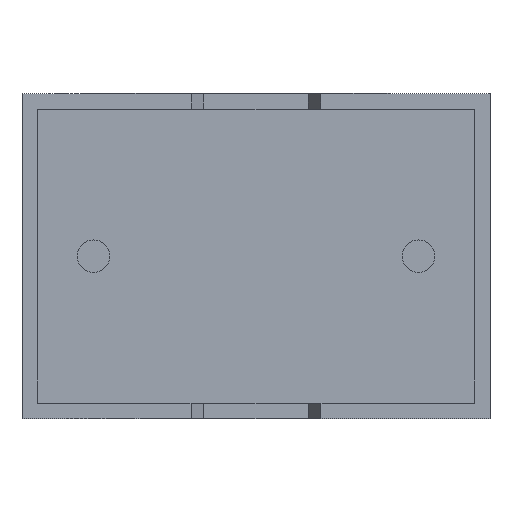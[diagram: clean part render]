
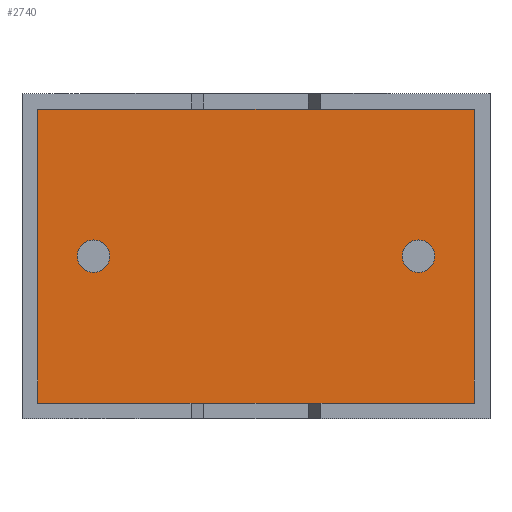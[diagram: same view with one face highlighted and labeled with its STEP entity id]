
A CAD part, front view. The second image highlights one B-rep face of the part: STEP entity #2740.
In plain terms, the highlighted planar face has unit normal (0, -1, 0).
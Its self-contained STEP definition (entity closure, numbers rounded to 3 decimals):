
#32 = CIRCLE ( 'NONE', #376, 0.25 ) ;
#63 = AXIS2_PLACEMENT_3D ( 'NONE', #743, #528, #482 ) ;
#109 = ORIENTED_EDGE ( 'NONE', *, *, #961, .T. ) ;
#132 = ORIENTED_EDGE ( 'NONE', *, *, #438, .T. ) ;
#152 = FACE_BOUND ( 'NONE', #3003, .T. ) ;
#166 = VECTOR ( 'NONE', #1041, 1000. ) ;
#213 = CIRCLE ( 'NONE', #63, 0.25 ) ;
#309 = LINE ( 'NONE', #1249, #854 ) ;
#374 = EDGE_CURVE ( 'NONE', #2130, #1331, #309, .T. ) ;
#376 = AXIS2_PLACEMENT_3D ( 'NONE', #2465, #2227, #544 ) ;
#436 = CARTESIAN_POINT ( 'NONE',  ( 6.96, 0.75, 0.24 ) ) ;
#438 = EDGE_CURVE ( 'NONE', #1331, #1787, #2417, .T. ) ;
#440 = CARTESIAN_POINT ( 'NONE',  ( 0.24, 0.75, 4.76 ) ) ;
#456 = EDGE_CURVE ( 'NONE', #1787, #2197, #2937, .T. ) ;
#479 = DIRECTION ( 'NONE',  ( 0., 0., -1. ) ) ;
#482 = DIRECTION ( 'NONE',  ( 0., 0., -1. ) ) ;
#528 = DIRECTION ( 'NONE',  ( 0., -1., 0. ) ) ;
#544 = DIRECTION ( 'NONE',  ( 0., 0., -1. ) ) ;
#545 = ORIENTED_EDGE ( 'NONE', *, *, #456, .T. ) ;
#634 = PLANE ( 'NONE',  #862 ) ;
#690 = LINE ( 'NONE', #1365, #1921 ) ;
#692 = DIRECTION ( 'NONE',  ( 0., -1., 0. ) ) ;
#722 = EDGE_CURVE ( 'NONE', #1100, #1776, #213, .T. ) ;
#729 = CIRCLE ( 'NONE', #2594, 0.25 ) ;
#741 = ORIENTED_EDGE ( 'NONE', *, *, #374, .T. ) ;
#743 = CARTESIAN_POINT ( 'NONE',  ( 1.1, 0.75, 2.5 ) ) ;
#836 = CARTESIAN_POINT ( 'NONE',  ( 0.24, 0.75, 0.24 ) ) ;
#854 = VECTOR ( 'NONE', #1702, 1000. ) ;
#862 = AXIS2_PLACEMENT_3D ( 'NONE', #2833, #692, #2315 ) ;
#895 = CARTESIAN_POINT ( 'NONE',  ( 6.1, 0.75, 2.5 ) ) ;
#930 = EDGE_LOOP ( 'NONE', ( #962, #1200 ) ) ;
#932 = CARTESIAN_POINT ( 'NONE',  ( 6.1, 0.75, 2.5 ) ) ;
#946 = CARTESIAN_POINT ( 'NONE',  ( 1.1, 0.75, 2.75 ) ) ;
#960 = CARTESIAN_POINT ( 'NONE',  ( 6.1, 0.75, 2.25 ) ) ;
#961 = EDGE_CURVE ( 'NONE', #2197, #2130, #690, .T. ) ;
#962 = ORIENTED_EDGE ( 'NONE', *, *, #2218, .F. ) ;
#1041 = DIRECTION ( 'NONE',  ( 1., 0., 0. ) ) ;
#1085 = VERTEX_POINT ( 'NONE', #960 ) ;
#1100 = VERTEX_POINT ( 'NONE', #1438 ) ;
#1154 = AXIS2_PLACEMENT_3D ( 'NONE', #895, #2054, #2507 ) ;
#1200 = ORIENTED_EDGE ( 'NONE', *, *, #1722, .F. ) ;
#1249 = CARTESIAN_POINT ( 'NONE',  ( 6.96, 0.75, 4.76 ) ) ;
#1331 = VERTEX_POINT ( 'NONE', #440 ) ;
#1365 = CARTESIAN_POINT ( 'NONE',  ( 6.96, 0.75, 0.24 ) ) ;
#1370 = VERTEX_POINT ( 'NONE', #2009 ) ;
#1396 = CIRCLE ( 'NONE', #1154, 0.25 ) ;
#1438 = CARTESIAN_POINT ( 'NONE',  ( 1.1, 0.75, 2.25 ) ) ;
#1677 = ORIENTED_EDGE ( 'NONE', *, *, #2106, .F. ) ;
#1702 = DIRECTION ( 'NONE',  ( -1., 0., 0. ) ) ;
#1722 = EDGE_CURVE ( 'NONE', #1085, #1370, #729, .T. ) ;
#1776 = VERTEX_POINT ( 'NONE', #946 ) ;
#1787 = VERTEX_POINT ( 'NONE', #1852 ) ;
#1803 = FACE_BOUND ( 'NONE', #930, .T. ) ;
#1852 = CARTESIAN_POINT ( 'NONE',  ( 0.24, 0.75, 0.24 ) ) ;
#1921 = VECTOR ( 'NONE', #2252, 1000. ) ;
#1971 = CARTESIAN_POINT ( 'NONE',  ( 6.96, 0.75, 4.76 ) ) ;
#2009 = CARTESIAN_POINT ( 'NONE',  ( 6.1, 0.75, 2.75 ) ) ;
#2054 = DIRECTION ( 'NONE',  ( 0., -1., 0. ) ) ;
#2085 = EDGE_LOOP ( 'NONE', ( #132, #545, #109, #741 ) ) ;
#2106 = EDGE_CURVE ( 'NONE', #1776, #1100, #32, .T. ) ;
#2128 = VECTOR ( 'NONE', #2715, 1000. ) ;
#2130 = VERTEX_POINT ( 'NONE', #1971 ) ;
#2197 = VERTEX_POINT ( 'NONE', #436 ) ;
#2218 = EDGE_CURVE ( 'NONE', #1370, #1085, #1396, .T. ) ;
#2227 = DIRECTION ( 'NONE',  ( 0., -1., 0. ) ) ;
#2252 = DIRECTION ( 'NONE',  ( 0., 0., 1. ) ) ;
#2315 = DIRECTION ( 'NONE',  ( 0., 0., -1. ) ) ;
#2417 = LINE ( 'NONE', #2477, #2128 ) ;
#2465 = CARTESIAN_POINT ( 'NONE',  ( 1.1, 0.75, 2.5 ) ) ;
#2477 = CARTESIAN_POINT ( 'NONE',  ( 0.24, 0.75, 4.76 ) ) ;
#2507 = DIRECTION ( 'NONE',  ( 0., 0., -1. ) ) ;
#2594 = AXIS2_PLACEMENT_3D ( 'NONE', #932, #2805, #479 ) ;
#2710 = ORIENTED_EDGE ( 'NONE', *, *, #722, .F. ) ;
#2715 = DIRECTION ( 'NONE',  ( 0., 0., -1. ) ) ;
#2727 = FACE_OUTER_BOUND ( 'NONE', #2085, .T. ) ;
#2740 = ADVANCED_FACE ( 'NONE', ( #1803, #2727, #152 ), #634, .T. ) ;
#2805 = DIRECTION ( 'NONE',  ( 0., -1., 0. ) ) ;
#2833 = CARTESIAN_POINT ( 'NONE',  ( 0., 0.75, 0. ) ) ;
#2937 = LINE ( 'NONE', #836, #166 ) ;
#3003 = EDGE_LOOP ( 'NONE', ( #1677, #2710 ) ) ;
